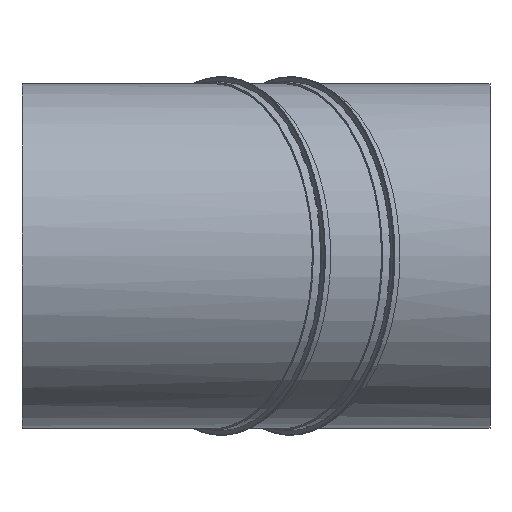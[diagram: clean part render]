
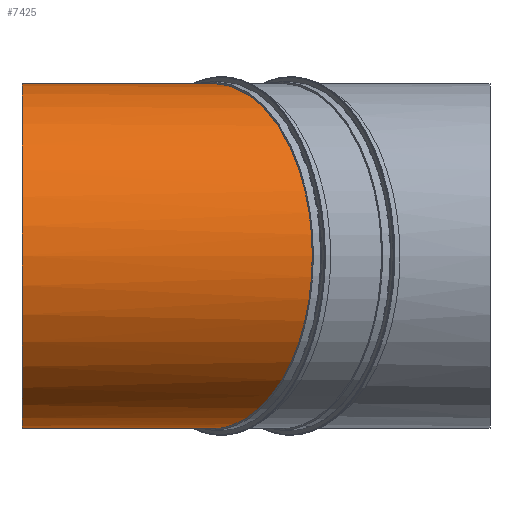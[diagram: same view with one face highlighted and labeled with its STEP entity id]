
A CAD part, top view. The second image highlights one B-rep face of the part: STEP entity #7425.
In plain terms, the highlighted cylindrical face has radius 438.15 mm (diameter 876.3 mm), a partial arc.
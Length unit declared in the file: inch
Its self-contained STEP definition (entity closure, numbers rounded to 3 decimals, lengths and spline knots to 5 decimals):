
#7257=CARTESIAN_POINT('',(-24.,0.,0.));
#7258=DIRECTION('',(1.,0.,0.));
#7259=DIRECTION('',(0.,0.,-1.));
#7260=AXIS2_PLACEMENT_3D('',#7257,#7258,#7259);
#7277=CARTESIAN_POINT('',(-4.90826,0.,-17.25));
#7278=CARTESIAN_POINT('',(-4.32141,1.01647,-17.25));
#7279=CARTESIAN_POINT('',(-3.10376,3.12549,
-17.06943));
#7280=CARTESIAN_POINT('',(-1.23098,6.36925,
-16.15409));
#7281=CARTESIAN_POINT('',(0.57385,9.49531,
-14.54731));
#7282=CARTESIAN_POINT('',(2.18491,12.28574,-12.2857));
#7283=CARTESIAN_POINT('',(3.49062,14.5473,-9.49545));
#7284=CARTESIAN_POINT('',(4.41832,16.15412,-6.36871));
#7285=CARTESIAN_POINT('',(4.85865,16.9168,-3.6677));
#7286=CARTESIAN_POINT('',(5.02504,17.205,-1.54098));
#7287=CARTESIAN_POINT('',(5.06402,17.2725,0.));
#7288=CARTESIAN_POINT('',(5.02504,17.205,1.54098));
#7289=CARTESIAN_POINT('',(4.85865,16.9168,3.6677));
#7290=CARTESIAN_POINT('',(4.41832,16.15412,6.36871));
#7291=CARTESIAN_POINT('',(3.49062,14.5473,9.49545));
#7292=CARTESIAN_POINT('',(2.18491,12.28574,12.2857));
#7293=CARTESIAN_POINT('',(0.57385,9.49531,14.54731));
#7294=CARTESIAN_POINT('',(-1.23098,6.36925,16.15409));
#7295=CARTESIAN_POINT('',(-3.10376,3.12549,17.06943));
#7296=CARTESIAN_POINT('',(-4.32141,1.01647,17.25));
#7297=CARTESIAN_POINT('',(-4.90826,0.,17.25));
#7299=DIRECTION('',(1.,0.,0.));
#7300=VECTOR('',#7299,19.09174);
#7301=CARTESIAN_POINT('',(-24.,0.,-17.25));
#7302=LINE('',#7301,#7300);
#7325=DIRECTION('',(1.,0.,0.));
#7326=VECTOR('',#7325,19.09174);
#7327=CARTESIAN_POINT('',(-24.,0.,17.25));
#7328=LINE('',#7327,#7326);
#7381=CARTESIAN_POINT('',(-24.,0.,-17.25));
#7382=CARTESIAN_POINT('',(-24.,0.,17.25));
#7383=VERTEX_POINT('',#7381);
#7384=VERTEX_POINT('',#7382);
#7389=VERTEX_POINT('',#7277);
#7390=VERTEX_POINT('',#7297);
#7411=CARTESIAN_POINT('',(-24.,0.,0.));
#7412=DIRECTION('',(1.,0.,0.));
#7413=DIRECTION('',(0.,0.,-1.));
#7414=AXIS2_PLACEMENT_3D('',#7411,#7412,#7413);
#7415=CYLINDRICAL_SURFACE('',#7414,17.25);
#7417=ORIENTED_EDGE('',*,*,#7416,.T.);
#7419=ORIENTED_EDGE('',*,*,#7418,.F.);
#7420=ORIENTED_EDGE('',*,*,#7398,.F.);
#7422=ORIENTED_EDGE('',*,*,#7421,.T.);
#7423=EDGE_LOOP('',(#7417,#7419,#7420,#7422));
#7424=FACE_OUTER_BOUND('',#7423,.F.);
#7425=ADVANCED_FACE('',(#7424),#7415,.T.);
#7261=CIRCLE('',#7260,17.25);
#7298=B_SPLINE_CURVE_WITH_KNOTS('',3,(#7277,#7278,#7279,#7280,#7281,#7282,#7283,
#7284,#7285,#7286,#7287,#7288,#7289,#7290,#7291,#7292,#7293,#7294,#7295,#7296,
#7297),.UNSPECIFIED.,.F.,.F.,(4,1,1,1,1,1,1,1,1,1,1,1,1,1,1,1,1,1,4),(0.,
0.0625,0.125,0.1875,0.25,0.3125,0.375,0.4375,0.46875,0.5,
0.53125,0.5625,0.625,0.6875,0.75,0.8125,0.875,0.9375,1.),
.UNSPECIFIED.);
#7398=EDGE_CURVE('',#7383,#7384,#7261,.T.);
#7416=EDGE_CURVE('',#7389,#7390,#7298,.T.);
#7418=EDGE_CURVE('',#7384,#7390,#7328,.T.);
#7421=EDGE_CURVE('',#7383,#7389,#7302,.T.);
